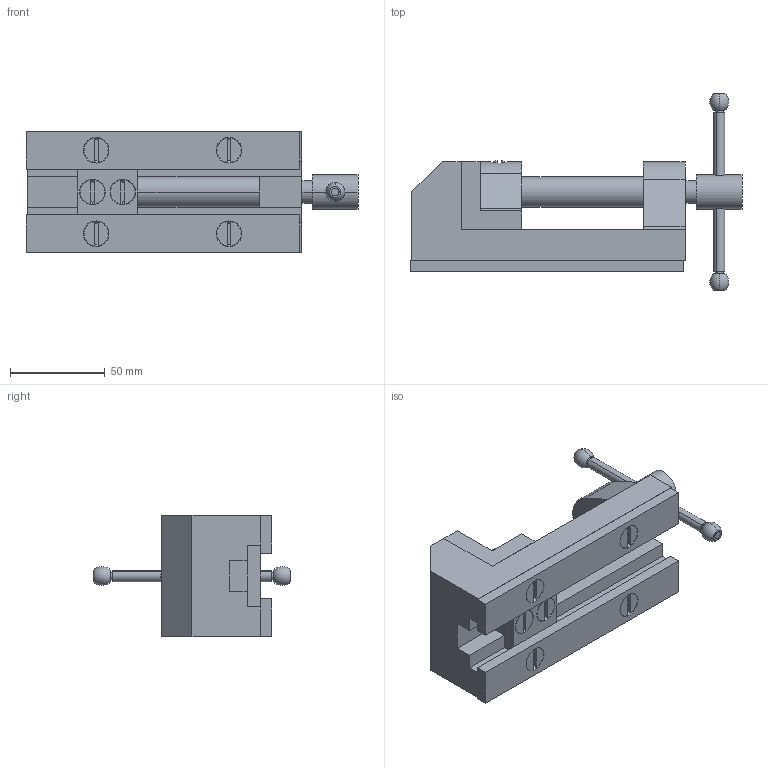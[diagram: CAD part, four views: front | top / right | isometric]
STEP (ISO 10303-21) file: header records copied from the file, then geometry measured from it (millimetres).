
FILE_DESCRIPTION (( 'STEP AP214' ), '1' );
FILE_NAME ('Bench_Vice.STEP', '2025-09-11T23:15:57', ( '' ), ( '' ), 'SwSTEP 2.0', 'SolidWorks 2024', '' );
FILE_SCHEMA (( 'AUTOMOTIVE_DESIGN' ));
Length unit declared in the file: millimetre
Products named in the file (11): Jaw Screw; Bench_Vice; Oval Fillister; Clamping Plate; Moving Jaw; Bar Globes; Set Screw; Main Body; Set Screw 2; Screw Bar; Base Plate
Assembly tree (16 placements, depth 2):
  Bench_Vice
    Bar Globes  x2
    Base Plate  x2
    Clamping Plate
    Jaw Screw
    Main Body
    Moving Jaw
    Oval Fillister
    Screw Bar
    Set Screw  x4
    Set Screw 2  x2
Bounding box: 175 x 104 x 64 mm (x, y, z)
Volume: 299350.3 mm3; surface area: 82537.7 mm2
Topology: 16 solids, 16 shells, 245 faces, 575 edges, 349 vertices
Faces by surface type: plane 107, cylinder 80, cone 52, torus 4, sphere 2
Entity records: 5742 total; most frequent: CARTESIAN_POINT 1155, DIRECTION 950, ORIENTED_EDGE 818, EDGE_CURVE 409, AXIS2_PLACEMENT_3D 358, VERTEX_POINT 261, LINE 234, VECTOR 234
